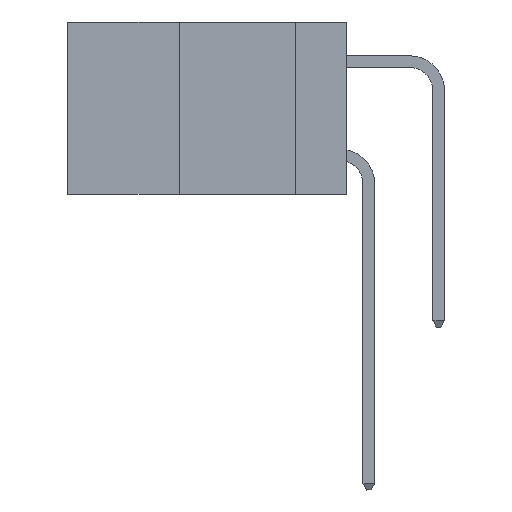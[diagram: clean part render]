
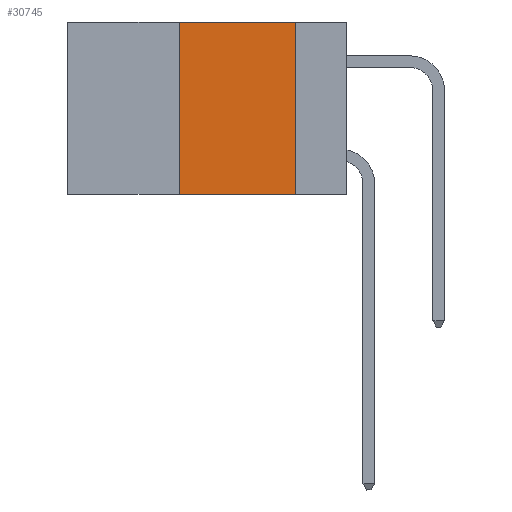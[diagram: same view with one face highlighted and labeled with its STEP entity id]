
A CAD part, left-side view. The second image highlights one B-rep face of the part: STEP entity #30745.
In plain terms, the highlighted planar face has unit normal (-1, 0, 0).
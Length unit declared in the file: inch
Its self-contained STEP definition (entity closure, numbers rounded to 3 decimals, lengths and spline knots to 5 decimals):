
#1155 = DIRECTION ( 'NONE',  ( 0., -1., 0. ) ) ;
#1457 = ORIENTED_EDGE ( 'NONE', *, *, #25930, .F. ) ;
#1762 = CARTESIAN_POINT ( 'NONE',  ( 0., 0.11, 0. ) ) ;
#2410 = DIRECTION ( 'NONE',  ( 0., 0., -1. ) ) ;
#3585 = VECTOR ( 'NONE', #2410, 39.37008 ) ;
#4230 = CARTESIAN_POINT ( 'NONE',  ( 0., 0.36, 0. ) ) ;
#9667 = VECTOR ( 'NONE', #40372, 39.37008 ) ;
#11591 = CARTESIAN_POINT ( 'NONE',  ( 0., 0.36, 0. ) ) ;
#12009 = VECTOR ( 'NONE', #1155, 39.37008 ) ;
#14336 = CARTESIAN_POINT ( 'NONE',  ( 0., 0.6, 0. ) ) ;
#16113 = CARTESIAN_POINT ( 'NONE',  ( 0., 0.6, 0. ) ) ;
#16471 = EDGE_CURVE ( 'NONE', #40477, #26630, #34022, .T. ) ;
#17166 = ORIENTED_EDGE ( 'NONE', *, *, #20940, .F. ) ;
#17817 = DIRECTION ( 'NONE',  ( 1., 0., 0. ) ) ;
#18029 = DIRECTION ( 'NONE',  ( 0., 0., -1. ) ) ;
#19724 = VERTEX_POINT ( 'NONE', #1762 ) ;
#20578 = LINE ( 'NONE', #4230, #9667 ) ;
#20940 = EDGE_CURVE ( 'NONE', #32567, #19724, #32237, .T. ) ;
#21629 = CARTESIAN_POINT ( 'NONE',  ( 0., 0.11, -0.37 ) ) ;
#22146 = EDGE_CURVE ( 'NONE', #40477, #32567, #20578, .T. ) ;
#22451 = DIRECTION ( 'NONE',  ( 0., -1., 0. ) ) ;
#23737 = EDGE_LOOP ( 'NONE', ( #1457, #17166, #34649, #31048 ) ) ;
#25222 = FACE_OUTER_BOUND ( 'NONE', #23737, .T. ) ;
#25930 = EDGE_CURVE ( 'NONE', #19724, #26630, #29169, .T. ) ;
#26630 = VERTEX_POINT ( 'NONE', #21629 ) ;
#29169 = LINE ( 'NONE', #32222, #3585 ) ;
#30745 = ADVANCED_FACE ( 'NONE', ( #25222 ), #41117, .F. ) ;
#30865 = AXIS2_PLACEMENT_3D ( 'NONE', #14336, #17817, #18029 ) ;
#31048 = ORIENTED_EDGE ( 'NONE', *, *, #16471, .T. ) ;
#32222 = CARTESIAN_POINT ( 'NONE',  ( 0., 0.11, 0. ) ) ;
#32237 = LINE ( 'NONE', #16113, #38103 ) ;
#32567 = VERTEX_POINT ( 'NONE', #11591 ) ;
#34022 = LINE ( 'NONE', #37295, #12009 ) ;
#34649 = ORIENTED_EDGE ( 'NONE', *, *, #22146, .F. ) ;
#35154 = CARTESIAN_POINT ( 'NONE',  ( 0., 0.36, -0.37 ) ) ;
#37295 = CARTESIAN_POINT ( 'NONE',  ( 0., 0.6, -0.37 ) ) ;
#38103 = VECTOR ( 'NONE', #22451, 39.37008 ) ;
#40372 = DIRECTION ( 'NONE',  ( 0., 0., 1. ) ) ;
#40477 = VERTEX_POINT ( 'NONE', #35154 ) ;
#41117 = PLANE ( 'NONE',  #30865 ) ;
